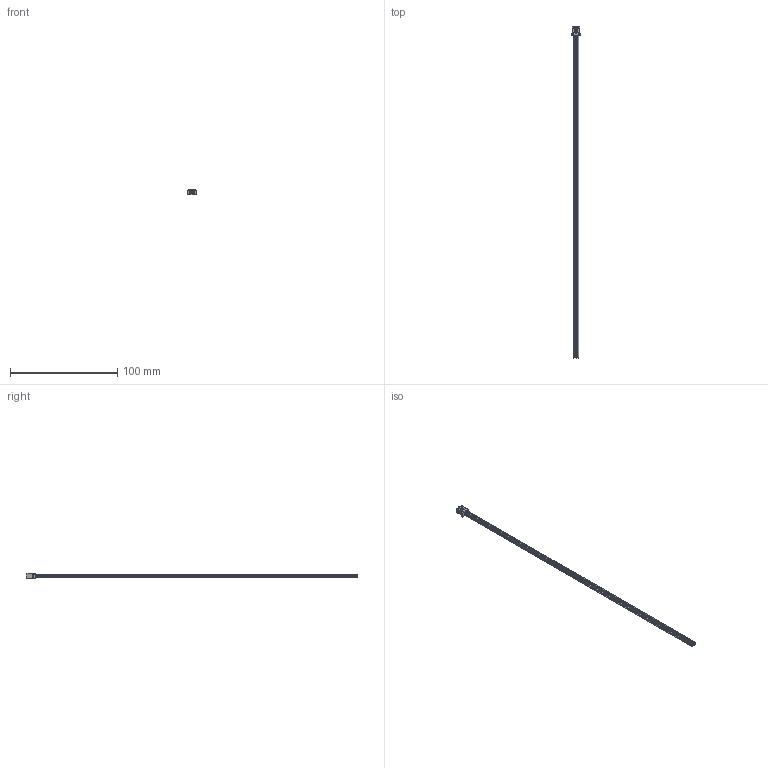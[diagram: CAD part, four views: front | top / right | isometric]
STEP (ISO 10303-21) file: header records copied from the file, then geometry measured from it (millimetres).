
FILE_DESCRIPTION((''),'2;1');
FILE_NAME('F0JL24-P06SW000-01','2023-05-08T',('工程三'),(''),'PRO/ENGINEER BY PARAMETRIC TECHNOLOGY CORPORATION, 2010280','PRO/ENGINEER BY PARAMETRIC TECHNOLOGY CORPORATION, 2010280','');
FILE_SCHEMA(('CONFIG_CONTROL_DESIGN'));
Length unit declared in the file: millimetre
Products named in the file (1): F0JL24-P06SW000-01
Bounding box: 8 x 309 x 5.5 mm (x, y, z)
Volume: 1051.6 mm3; surface area: 4671 mm2
Topology: 1 solids, 1 shells, 80 faces, 190 edges, 124 vertices
Faces by surface type: plane 56, cylinder 24
Entity records: 2336 total; most frequent: DIRECTION 398, CARTESIAN_POINT 394, ORIENTED_EDGE 380, EDGE_CURVE 190, VECTOR 142, LINE 142, AXIS2_PLACEMENT_3D 128, VERTEX_POINT 124
